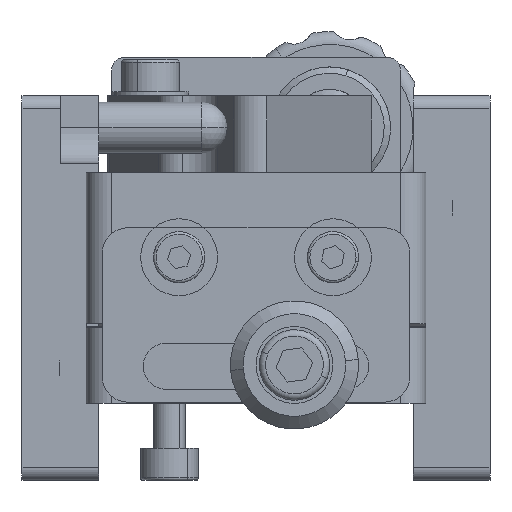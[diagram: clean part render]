
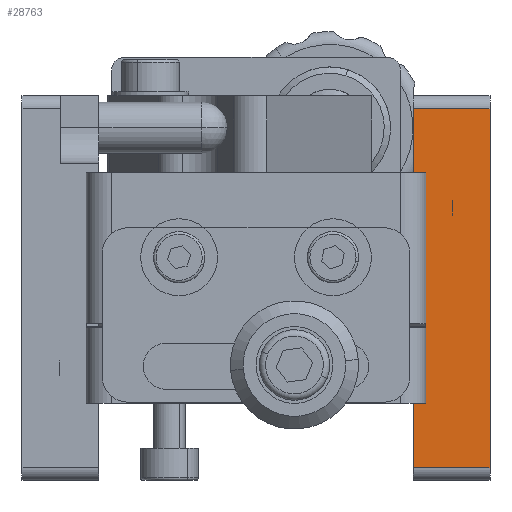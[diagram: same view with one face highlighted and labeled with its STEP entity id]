
A CAD part, left-side view. The second image highlights one B-rep face of the part: STEP entity #28763.
In plain terms, the highlighted planar face has unit normal (-1, 0, 0).
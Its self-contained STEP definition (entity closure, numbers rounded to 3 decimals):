
#179 = ORIENTED_EDGE ( 'NONE', *, *, #26710, .T. ) ;
#398 = CARTESIAN_POINT ( 'NONE',  ( -15.531, -32.639, 16. ) ) ;
#1321 = AXIS2_PLACEMENT_3D ( 'NONE', #3627, #5970, #21501 ) ;
#1385 = CARTESIAN_POINT ( 'NONE',  ( -15.531, -33.639, 21. ) ) ;
#1485 = ORIENTED_EDGE ( 'NONE', *, *, #29163, .T. ) ;
#1904 = ORIENTED_EDGE ( 'NONE', *, *, #30425, .T. ) ;
#2865 = LINE ( 'NONE', #11277, #23158 ) ;
#3627 = CARTESIAN_POINT ( 'NONE',  ( -15.531, -32.639, 45. ) ) ;
#4167 = LINE ( 'NONE', #6208, #26466 ) ;
#5000 = DIRECTION ( 'NONE',  ( 0., -1., 0. ) ) ;
#5774 = LINE ( 'NONE', #18569, #17675 ) ;
#5970 = DIRECTION ( 'NONE',  ( 1., 0., 0. ) ) ;
#6194 = EDGE_CURVE ( 'NONE', #12463, #20436, #4167, .T. ) ;
#6208 = CARTESIAN_POINT ( 'NONE',  ( -15.531, -32.639, 45. ) ) ;
#7046 = VERTEX_POINT ( 'NONE', #32489 ) ;
#7109 = VECTOR ( 'NONE', #26150, 1000. ) ;
#7390 = LINE ( 'NONE', #21016, #26880 ) ;
#7611 = CARTESIAN_POINT ( 'NONE',  ( -15.531, -32.639, 44. ) ) ;
#7738 = CARTESIAN_POINT ( 'NONE',  ( -15.531, -32.639, 16. ) ) ;
#8346 = CARTESIAN_POINT ( 'NONE',  ( -15.531, -33.639, 45. ) ) ;
#8866 = DIRECTION ( 'NONE',  ( 0., 0., 1. ) ) ;
#10508 = VECTOR ( 'NONE', #31919, 1000. ) ;
#10910 = LINE ( 'NONE', #29253, #10508 ) ;
#10934 = VERTEX_POINT ( 'NONE', #32526 ) ;
#11262 = DIRECTION ( 'NONE',  ( 0., 0., 1. ) ) ;
#11277 = CARTESIAN_POINT ( 'NONE',  ( -15.531, -38.639, 45. ) ) ;
#11351 = EDGE_CURVE ( 'NONE', #12463, #7046, #7390, .T. ) ;
#11790 = CARTESIAN_POINT ( 'NONE',  ( -15.531, -32.639, 39. ) ) ;
#12099 = ORIENTED_EDGE ( 'NONE', *, *, #14214, .T. ) ;
#12463 = VERTEX_POINT ( 'NONE', #11790 ) ;
#12705 = EDGE_CURVE ( 'NONE', #32349, #26206, #5774, .T. ) ;
#12918 = VECTOR ( 'NONE', #17688, 1000. ) ;
#13128 = ORIENTED_EDGE ( 'NONE', *, *, #16395, .F. ) ;
#14214 = EDGE_CURVE ( 'NONE', #14904, #10934, #2865, .T. ) ;
#14904 = VERTEX_POINT ( 'NONE', #30285 ) ;
#15005 = LINE ( 'NONE', #8346, #7109 ) ;
#16144 = PLANE ( 'NONE',  #1321 ) ;
#16395 = EDGE_CURVE ( 'NONE', #20291, #7046, #15005, .T. ) ;
#17675 = VECTOR ( 'NONE', #26479, 1000. ) ;
#17688 = DIRECTION ( 'NONE',  ( 0., 1., 0. ) ) ;
#18569 = CARTESIAN_POINT ( 'NONE',  ( -15.531, -32.639, 45. ) ) ;
#18667 = DIRECTION ( 'NONE',  ( 0., -1., 0. ) ) ;
#18711 = CARTESIAN_POINT ( 'NONE',  ( -15.531, -32.639, 44. ) ) ;
#20291 = VERTEX_POINT ( 'NONE', #1385 ) ;
#20436 = VERTEX_POINT ( 'NONE', #18711 ) ;
#21016 = CARTESIAN_POINT ( 'NONE',  ( -15.531, -32.639, 39. ) ) ;
#21501 = DIRECTION ( 'NONE',  ( 0., 0., -1. ) ) ;
#22877 = EDGE_LOOP ( 'NONE', ( #13128, #1904, #30048, #179, #12099, #1485, #24056, #23206 ) ) ;
#23158 = VECTOR ( 'NONE', #8866, 1000. ) ;
#23206 = ORIENTED_EDGE ( 'NONE', *, *, #11351, .T. ) ;
#24056 = ORIENTED_EDGE ( 'NONE', *, *, #6194, .F. ) ;
#25482 = LINE ( 'NONE', #398, #27083 ) ;
#25920 = CARTESIAN_POINT ( 'NONE',  ( -15.531, -32.639, 21. ) ) ;
#26150 = DIRECTION ( 'NONE',  ( 0., 0., 1. ) ) ;
#26206 = VERTEX_POINT ( 'NONE', #25920 ) ;
#26466 = VECTOR ( 'NONE', #11262, 1000. ) ;
#26479 = DIRECTION ( 'NONE',  ( 0., 0., 1. ) ) ;
#26710 = EDGE_CURVE ( 'NONE', #32349, #14904, #25482, .T. ) ;
#26880 = VECTOR ( 'NONE', #18667, 1000. ) ;
#27083 = VECTOR ( 'NONE', #5000, 1000. ) ;
#28763 = ADVANCED_FACE ( 'NONE', ( #32921 ), #16144, .F. ) ;
#29163 = EDGE_CURVE ( 'NONE', #10934, #20436, #29730, .T. ) ;
#29253 = CARTESIAN_POINT ( 'NONE',  ( -15.531, -32.639, 21. ) ) ;
#29730 = LINE ( 'NONE', #7611, #12918 ) ;
#30048 = ORIENTED_EDGE ( 'NONE', *, *, #12705, .F. ) ;
#30285 = CARTESIAN_POINT ( 'NONE',  ( -15.531, -38.639, 16. ) ) ;
#30425 = EDGE_CURVE ( 'NONE', #20291, #26206, #10910, .T. ) ;
#31919 = DIRECTION ( 'NONE',  ( 0., 1., 0. ) ) ;
#32349 = VERTEX_POINT ( 'NONE', #7738 ) ;
#32489 = CARTESIAN_POINT ( 'NONE',  ( -15.531, -33.639, 39. ) ) ;
#32526 = CARTESIAN_POINT ( 'NONE',  ( -15.531, -38.639, 44. ) ) ;
#32921 = FACE_OUTER_BOUND ( 'NONE', #22877, .T. ) ;
